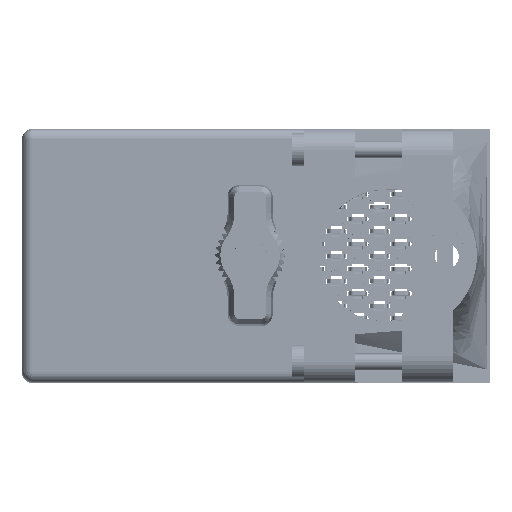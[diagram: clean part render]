
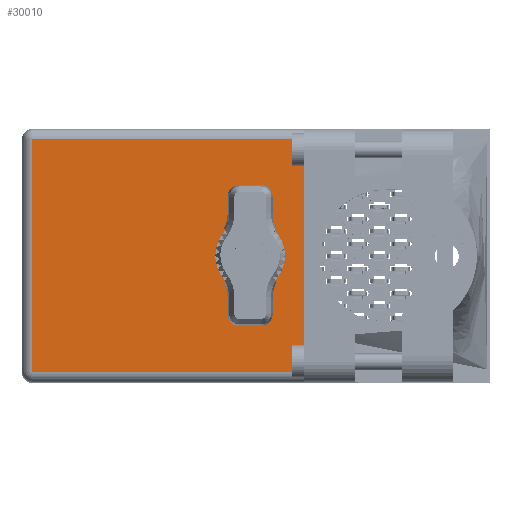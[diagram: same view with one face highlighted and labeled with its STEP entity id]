
A CAD part, top view. The second image highlights one B-rep face of the part: STEP entity #30010.
In plain terms, the highlighted face is planar.
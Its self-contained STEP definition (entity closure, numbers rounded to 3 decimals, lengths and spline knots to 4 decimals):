
#644 = EDGE_LOOP ( 'NONE', ( #64376, #55912 ) ) ;
#4862 = FACE_OUTER_BOUND ( 'NONE', #56513, .T. ) ;
#10923 = VERTEX_POINT ( 'NONE', #81979 ) ;
#11946 = AXIS2_PLACEMENT_3D ( 'NONE', #96754, #47751, #98147 ) ;
#12121 = DIRECTION ( 'NONE',  ( 0., 1., 0. ) ) ;
#12401 = VERTEX_POINT ( 'NONE', #19547 ) ;
#12501 = VERTEX_POINT ( 'NONE', #47404 ) ;
#19095 = VERTEX_POINT ( 'NONE', #94804 ) ;
#19547 = CARTESIAN_POINT ( 'NONE',  ( 0., 1.93, 0.17 ) ) ;
#21516 = AXIS2_PLACEMENT_3D ( 'NONE', #86860, #12121, #28916 ) ;
#23241 = CARTESIAN_POINT ( 'NONE',  ( 0., 1.93, 0. ) ) ;
#23417 = EDGE_CURVE ( 'NONE', #10923, #12501, #102904, .T. ) ;
#28183 = CARTESIAN_POINT ( 'NONE',  ( 0., 1.93, -0.17 ) ) ;
#28740 = EDGE_CURVE ( 'NONE', #19095, #12501, #90862, .T. ) ;
#28916 = DIRECTION ( 'NONE',  ( 0., 0., 1. ) ) ;
#30010 = ADVANCED_FACE ( 'NONE', ( #4862, #56032 ), #32390, .T. ) ;
#30404 = DIRECTION ( 'NONE',  ( 0., 1., 0. ) ) ;
#30637 = ORIENTED_EDGE ( 'NONE', *, *, #28740, .F. ) ;
#31366 = CIRCLE ( 'NONE', #88887, 0.17 ) ;
#31558 = EDGE_CURVE ( 'NONE', #12401, #63090, #31366, .T. ) ;
#32390 = PLANE ( 'NONE',  #11946 ) ;
#39706 = CARTESIAN_POINT ( 'NONE',  ( 0.3275, 1.93, 0.703 ) ) ;
#41802 = DIRECTION ( 'NONE',  ( 0., 0., 1. ) ) ;
#44477 = LINE ( 'NONE', #57513, #85473 ) ;
#45053 = EDGE_CURVE ( 'NONE', #50196, #10923, #44477, .T. ) ;
#47404 = CARTESIAN_POINT ( 'NONE',  ( 0.3275, 1.93, 0.703 ) ) ;
#47751 = DIRECTION ( 'NONE',  ( 0., 1., 0. ) ) ;
#50196 = VERTEX_POINT ( 'NONE', #59214 ) ;
#54266 = ORIENTED_EDGE ( 'NONE', *, *, #54808, .T. ) ;
#54808 = EDGE_CURVE ( 'NONE', #19095, #50196, #82679, .T. ) ;
#55912 = ORIENTED_EDGE ( 'NONE', *, *, #92765, .F. ) ;
#56032 = FACE_BOUND ( 'NONE', #644, .T. ) ;
#56513 = EDGE_LOOP ( 'NONE', ( #105175, #67563, #30637, #54266 ) ) ;
#57366 = DIRECTION ( 'NONE',  ( -1., 0., 0. ) ) ;
#57513 = CARTESIAN_POINT ( 'NONE',  ( -1.3155, 1.93, -0.765 ) ) ;
#59214 = CARTESIAN_POINT ( 'NONE',  ( -1.3155, 1.93, -0.703 ) ) ;
#63090 = VERTEX_POINT ( 'NONE', #28183 ) ;
#63303 = DIRECTION ( 'NONE',  ( 0., 0., 1. ) ) ;
#63472 = VECTOR ( 'NONE', #57366, 39.3701 ) ;
#64376 = ORIENTED_EDGE ( 'NONE', *, *, #31558, .F. ) ;
#67563 = ORIENTED_EDGE ( 'NONE', *, *, #23417, .T. ) ;
#67803 = CIRCLE ( 'NONE', #21516, 0.17 ) ;
#69600 = VECTOR ( 'NONE', #71514, 39.3701 ) ;
#71514 = DIRECTION ( 'NONE',  ( 1., 0., 0. ) ) ;
#71643 = VECTOR ( 'NONE', #101158, 39.3701 ) ;
#81979 = CARTESIAN_POINT ( 'NONE',  ( -1.3155, 1.93, 0.703 ) ) ;
#82444 = CARTESIAN_POINT ( 'NONE',  ( -1.3775, 1.93, -0.703 ) ) ;
#82679 = LINE ( 'NONE', #82444, #63472 ) ;
#85473 = VECTOR ( 'NONE', #41802, 39.3701 ) ;
#86860 = CARTESIAN_POINT ( 'NONE',  ( 0., 1.93, 0. ) ) ;
#88887 = AXIS2_PLACEMENT_3D ( 'NONE', #23241, #30404, #63303 ) ;
#90862 = LINE ( 'NONE', #92954, #71643 ) ;
#92765 = EDGE_CURVE ( 'NONE', #63090, #12401, #67803, .T. ) ;
#92954 = CARTESIAN_POINT ( 'NONE',  ( 0.3275, 1.93, -0.765 ) ) ;
#94804 = CARTESIAN_POINT ( 'NONE',  ( 0.3275, 1.93, -0.703 ) ) ;
#96754 = CARTESIAN_POINT ( 'NONE',  ( -1.3775, 1.93, -0.765 ) ) ;
#98147 = DIRECTION ( 'NONE',  ( -1., 0., 0. ) ) ;
#101158 = DIRECTION ( 'NONE',  ( 0., 0., 1. ) ) ;
#102904 = LINE ( 'NONE', #39706, #69600 ) ;
#105175 = ORIENTED_EDGE ( 'NONE', *, *, #45053, .T. ) ;
